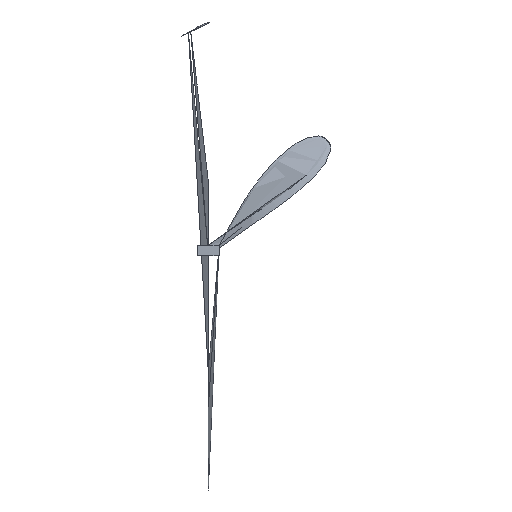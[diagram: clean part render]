
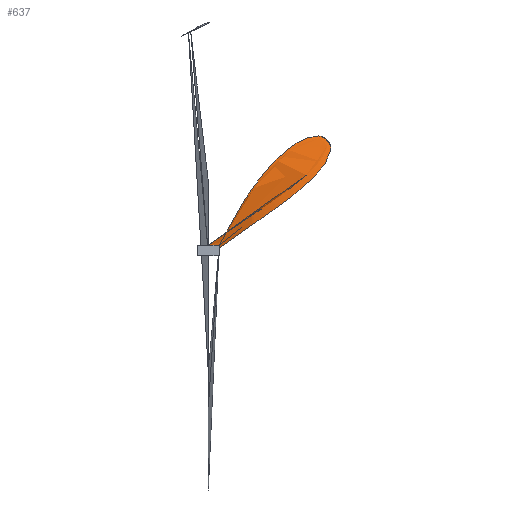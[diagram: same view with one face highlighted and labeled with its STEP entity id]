
A CAD part, left-side view. The second image highlights one B-rep face of the part: STEP entity #637.
In plain terms, the highlighted face is a revolution surface.
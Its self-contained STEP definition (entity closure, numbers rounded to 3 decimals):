
#55 = SURFACE_OF_REVOLUTION('',#56,#61);
#56 = CIRCLE('',#57,2.169);
#57 = AXIS2_PLACEMENT_3D('',#58,#59,#60);
#58 = CARTESIAN_POINT('',(3.41,0.,0.));
#59 = DIRECTION('',(0.,-1.,0.));
#60 = DIRECTION('',(1.,0.,0.));
#61 = AXIS1_PLACEMENT('',#62,#63);
#62 = CARTESIAN_POINT('',(3.41,-1.,0.));
#63 = DIRECTION('',(0.,0.707,-0.707));
#79 = VERTEX_POINT('',#80);
#80 = CARTESIAN_POINT('',(1.241,0.,
    0.));
#192 = EDGE_CURVE('',#193,#79,#195,.T.);
#193 = VERTEX_POINT('',#194);
#194 = CARTESIAN_POINT('',(1.243,0.,0.1));
#195 = SURFACE_CURVE('',#196,(#201,#208),.PCURVE_S1.);
#196 = CIRCLE('',#197,2.169);
#197 = AXIS2_PLACEMENT_3D('',#198,#199,#200);
#198 = CARTESIAN_POINT('',(3.41,0.,0.));
#199 = DIRECTION('',(0.,-1.,0.));
#200 = DIRECTION('',(1.,0.,0.));
#201 = PCURVE('',#55,#202);
#202 = DEFINITIONAL_REPRESENTATION('',(#203),#207);
#203 = LINE('',#204,#205);
#204 = CARTESIAN_POINT('',(0.,0.));
#205 = VECTOR('',#206,1.);
#206 = DIRECTION('',(0.,1.));
#207 = ( GEOMETRIC_REPRESENTATION_CONTEXT(2) 
PARAMETRIC_REPRESENTATION_CONTEXT() REPRESENTATION_CONTEXT('2D SPACE',''
  ) );
#208 = PCURVE('',#209,#218);
#209 = SURFACE_OF_REVOLUTION('',#210,#215);
#210 = CIRCLE('',#211,2.169);
#211 = AXIS2_PLACEMENT_3D('',#212,#213,#214);
#212 = CARTESIAN_POINT('',(3.41,0.,0.));
#213 = DIRECTION('',(0.,-1.,0.));
#214 = DIRECTION('',(1.,0.,0.));
#215 = AXIS1_PLACEMENT('',#216,#217);
#216 = CARTESIAN_POINT('',(3.41,-1.,0.));
#217 = DIRECTION('',(0.,0.707,-0.707));
#218 = DEFINITIONAL_REPRESENTATION('',(#219),#223);
#219 = LINE('',#220,#221);
#220 = CARTESIAN_POINT('',(6.283,0.));
#221 = VECTOR('',#222,1.);
#222 = DIRECTION('',(0.,1.));
#223 = ( GEOMETRIC_REPRESENTATION_CONTEXT(2) 
PARAMETRIC_REPRESENTATION_CONTEXT() REPRESENTATION_CONTEXT('2D SPACE',''
  ) );
#225 = EDGE_CURVE('',#226,#193,#228,.T.);
#226 = VERTEX_POINT('',#227);
#227 = CARTESIAN_POINT('',(1.2,-0.1,0.1));
#228 = SURFACE_CURVE('',#229,(#238,#250),.PCURVE_S1.);
#229 = B_SPLINE_CURVE_WITH_KNOTS('',7,(#230,#231,#232,#233,#234,#235,
    #236,#237),.UNSPECIFIED.,.F.,.F.,(8,8),(0.,1.),
  .PIECEWISE_BEZIER_KNOTS.);
#230 = CARTESIAN_POINT('',(1.2,-0.1,0.1));
#231 = CARTESIAN_POINT('',(1.205,-0.087,0.1));
#232 = CARTESIAN_POINT('',(1.211,-0.073,0.1));
#233 = CARTESIAN_POINT('',(1.217,-0.058,0.1));
#234 = CARTESIAN_POINT('',(1.225,-0.041,0.1));
#235 = CARTESIAN_POINT('',(1.232,-0.024,0.1));
#236 = CARTESIAN_POINT('',(1.239,-0.009,0.1));
#237 = CARTESIAN_POINT('',(1.243,0.,0.1));
#238 = PCURVE('',#55,#239);
#239 = DEFINITIONAL_REPRESENTATION('',(#240),#249);
#240 = B_SPLINE_CURVE_WITH_KNOTS('',7,(#241,#242,#243,#244,#245,#246,
    #247,#248),.UNSPECIFIED.,.F.,.F.,(8,8),(0.,1.),
  .PIECEWISE_BEZIER_KNOTS.);
#241 = CARTESIAN_POINT('',(6.218,3.049));
#242 = CARTESIAN_POINT('',(6.227,3.055));
#243 = CARTESIAN_POINT('',(6.236,3.062));
#244 = CARTESIAN_POINT('',(6.246,3.069));
#245 = CARTESIAN_POINT('',(6.257,3.077));
#246 = CARTESIAN_POINT('',(6.268,3.084));
#247 = CARTESIAN_POINT('',(6.277,3.091));
#248 = CARTESIAN_POINT('',(6.283,3.095));
#249 = ( GEOMETRIC_REPRESENTATION_CONTEXT(2) 
PARAMETRIC_REPRESENTATION_CONTEXT() REPRESENTATION_CONTEXT('2D SPACE',''
  ) );
#250 = PCURVE('',#209,#251);
#251 = DEFINITIONAL_REPRESENTATION('',(#252),#261);
#252 = B_SPLINE_CURVE_WITH_KNOTS('',7,(#253,#254,#255,#256,#257,#258,
    #259,#260),.UNSPECIFIED.,.F.,.F.,(8,8),(0.,1.),
  .PIECEWISE_BEZIER_KNOTS.);
#253 = CARTESIAN_POINT('',(6.218,3.049));
#254 = CARTESIAN_POINT('',(6.227,3.055));
#255 = CARTESIAN_POINT('',(6.236,3.062));
#256 = CARTESIAN_POINT('',(6.246,3.069));
#257 = CARTESIAN_POINT('',(6.257,3.077));
#258 = CARTESIAN_POINT('',(6.268,3.084));
#259 = CARTESIAN_POINT('',(6.277,3.091));
#260 = CARTESIAN_POINT('',(6.283,3.095));
#261 = ( GEOMETRIC_REPRESENTATION_CONTEXT(2) 
PARAMETRIC_REPRESENTATION_CONTEXT() REPRESENTATION_CONTEXT('2D SPACE',''
  ) );
#263 = EDGE_CURVE('',#226,#264,#266,.T.);
#264 = VERTEX_POINT('',#265);
#265 = CARTESIAN_POINT('',(1.198,-0.1,0.));
#266 = SURFACE_CURVE('',#267,(#273,#282),.PCURVE_S1.);
#267 = B_SPLINE_CURVE_WITH_KNOTS('',4,(#268,#269,#270,#271,#272),
  .UNSPECIFIED.,.F.,.F.,(5,5),(0.,1.),.PIECEWISE_BEZIER_KNOTS.);
#268 = CARTESIAN_POINT('',(1.2,-0.1,0.1));
#269 = CARTESIAN_POINT('',(1.199,-0.1,0.075));
#270 = CARTESIAN_POINT('',(1.198,-0.1,0.05));
#271 = CARTESIAN_POINT('',(1.198,-0.1,0.025));
#272 = CARTESIAN_POINT('',(1.198,-0.1,0.));
#273 = PCURVE('',#55,#274);
#274 = DEFINITIONAL_REPRESENTATION('',(#275),#281);
#275 = B_SPLINE_CURVE_WITH_KNOTS('',4,(#276,#277,#278,#279,#280),
  .UNSPECIFIED.,.F.,.F.,(5,5),(0.,1.),.PIECEWISE_BEZIER_KNOTS.);
#276 = CARTESIAN_POINT('',(3.825,0.092));
#277 = CARTESIAN_POINT('',(3.811,0.081));
#278 = CARTESIAN_POINT('',(3.796,0.069));
#279 = CARTESIAN_POINT('',(3.781,0.058));
#280 = CARTESIAN_POINT('',(3.766,0.046));
#281 = ( GEOMETRIC_REPRESENTATION_CONTEXT(2) 
PARAMETRIC_REPRESENTATION_CONTEXT() REPRESENTATION_CONTEXT('2D SPACE',''
  ) );
#282 = PCURVE('',#209,#283);
#283 = DEFINITIONAL_REPRESENTATION('',(#284),#290);
#284 = B_SPLINE_CURVE_WITH_KNOTS('',4,(#285,#286,#287,#288,#289),
  .UNSPECIFIED.,.F.,.F.,(5,5),(0.,1.),.PIECEWISE_BEZIER_KNOTS.);
#285 = CARTESIAN_POINT('',(3.825,0.092));
#286 = CARTESIAN_POINT('',(3.811,0.081));
#287 = CARTESIAN_POINT('',(3.796,0.069));
#288 = CARTESIAN_POINT('',(3.781,0.058));
#289 = CARTESIAN_POINT('',(3.766,0.046));
#290 = ( GEOMETRIC_REPRESENTATION_CONTEXT(2) 
PARAMETRIC_REPRESENTATION_CONTEXT() REPRESENTATION_CONTEXT('2D SPACE',''
  ) );
#292 = EDGE_CURVE('',#79,#264,#293,.T.);
#293 = SURFACE_CURVE('',#294,(#300,#309),.PCURVE_S1.);
#294 = B_SPLINE_CURVE_WITH_KNOTS('',4,(#295,#296,#297,#298,#299),
  .UNSPECIFIED.,.F.,.F.,(5,5),(0.,1.),.PIECEWISE_BEZIER_KNOTS.);
#295 = CARTESIAN_POINT('',(1.241,0.,0.));
#296 = CARTESIAN_POINT('',(1.229,-0.025,0.));
#297 = CARTESIAN_POINT('',(1.218,-0.05,0.));
#298 = CARTESIAN_POINT('',(1.208,-0.075,0.));
#299 = CARTESIAN_POINT('',(1.198,-0.1,0.));
#300 = PCURVE('',#55,#301);
#301 = DEFINITIONAL_REPRESENTATION('',(#302),#308);
#302 = B_SPLINE_CURVE_WITH_KNOTS('',4,(#303,#304,#305,#306,#307),
  .UNSPECIFIED.,.F.,.F.,(5,5),(0.,1.),.PIECEWISE_BEZIER_KNOTS.);
#303 = CARTESIAN_POINT('',(6.283,3.142));
#304 = CARTESIAN_POINT('',(6.267,3.13));
#305 = CARTESIAN_POINT('',(6.251,3.119));
#306 = CARTESIAN_POINT('',(6.235,3.107));
#307 = CARTESIAN_POINT('',(6.219,3.095));
#308 = ( GEOMETRIC_REPRESENTATION_CONTEXT(2) 
PARAMETRIC_REPRESENTATION_CONTEXT() REPRESENTATION_CONTEXT('2D SPACE',''
  ) );
#309 = PCURVE('',#209,#310);
#310 = DEFINITIONAL_REPRESENTATION('',(#311),#317);
#311 = B_SPLINE_CURVE_WITH_KNOTS('',4,(#312,#313,#314,#315,#316),
  .UNSPECIFIED.,.F.,.F.,(5,5),(0.,1.),.PIECEWISE_BEZIER_KNOTS.);
#312 = CARTESIAN_POINT('',(6.283,3.142));
#313 = CARTESIAN_POINT('',(6.267,3.13));
#314 = CARTESIAN_POINT('',(6.251,3.119));
#315 = CARTESIAN_POINT('',(6.235,3.107));
#316 = CARTESIAN_POINT('',(6.219,3.095));
#317 = ( GEOMETRIC_REPRESENTATION_CONTEXT(2) 
PARAMETRIC_REPRESENTATION_CONTEXT() REPRESENTATION_CONTEXT('2D SPACE',''
  ) );
#637 = ADVANCED_FACE('',(#638),#209,.F.);
#638 = FACE_BOUND('',#639,.F.);
#639 = EDGE_LOOP('',(#640,#641,#642,#643));
#640 = ORIENTED_EDGE('',*,*,#192,.T.);
#641 = ORIENTED_EDGE('',*,*,#292,.T.);
#642 = ORIENTED_EDGE('',*,*,#263,.F.);
#643 = ORIENTED_EDGE('',*,*,#225,.T.);
